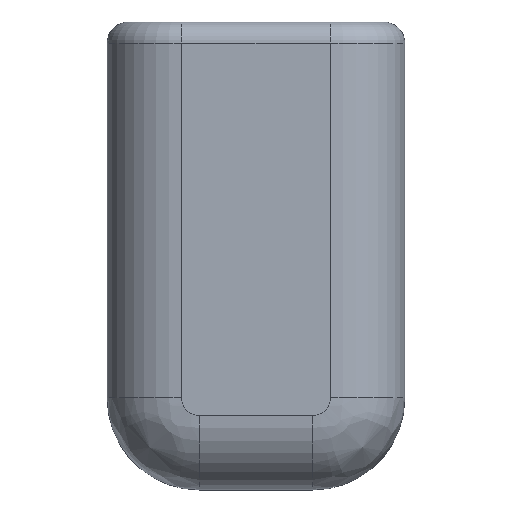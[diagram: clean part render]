
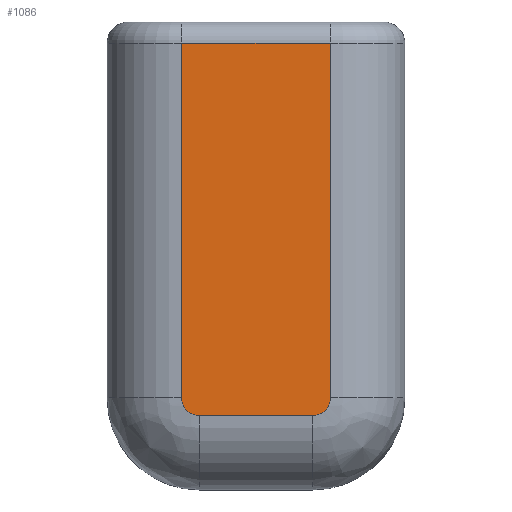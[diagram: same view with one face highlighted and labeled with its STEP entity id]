
A CAD part, top view. The second image highlights one B-rep face of the part: STEP entity #1086.
In plain terms, the highlighted planar face has unit normal (0, 0, 1).
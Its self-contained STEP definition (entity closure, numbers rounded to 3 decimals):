
#44=PLANE('',#1190);
#91=FACE_OUTER_BOUND('',#164,.T.);
#164=EDGE_LOOP('',(#782,#783,#784,#785,#786,#787));
#244=LINE('',#1704,#326);
#252=LINE('',#1728,#334);
#254=LINE('',#1749,#336);
#256=LINE('',#1766,#338);
#326=VECTOR('',#1331,10.);
#334=VECTOR('',#1357,10.);
#336=VECTOR('',#1371,10.);
#338=VECTOR('',#1381,10.);
#419=CIRCLE('',#1183,3.3);
#423=CIRCLE('',#1188,3.3);
#483=VERTEX_POINT('',#1697);
#485=VERTEX_POINT('',#1702);
#492=VERTEX_POINT('',#1727);
#493=VERTEX_POINT('',#1739);
#495=VERTEX_POINT('',#1745);
#497=VERTEX_POINT('',#1759);
#586=EDGE_CURVE('',#485,#483,#244,.T.);
#598=EDGE_CURVE('',#483,#492,#252,.T.);
#602=EDGE_CURVE('',#492,#493,#419,.T.);
#605=EDGE_CURVE('',#493,#495,#254,.T.);
#608=EDGE_CURVE('',#495,#497,#423,.T.);
#610=EDGE_CURVE('',#497,#485,#256,.T.);
#782=ORIENTED_EDGE('',*,*,#586,.F.);
#783=ORIENTED_EDGE('',*,*,#610,.F.);
#784=ORIENTED_EDGE('',*,*,#608,.F.);
#785=ORIENTED_EDGE('',*,*,#605,.F.);
#786=ORIENTED_EDGE('',*,*,#602,.F.);
#787=ORIENTED_EDGE('',*,*,#598,.F.);
#1086=ADVANCED_FACE('',(#91),#44,.T.);
#1183=AXIS2_PLACEMENT_3D('',#1743,#1364,#1365);
#1188=AXIS2_PLACEMENT_3D('',#1763,#1376,#1377);
#1190=AXIS2_PLACEMENT_3D('',#1767,#1382,#1383);
#1331=DIRECTION('',(1.,0.,0.));
#1357=DIRECTION('',(0.,-1.,0.));
#1364=DIRECTION('center_axis',(0.,0.,-1.));
#1365=DIRECTION('ref_axis',(0.707,-0.707,0.));
#1371=DIRECTION('',(-1.,0.,0.));
#1376=DIRECTION('center_axis',(0.,0.,-1.));
#1377=DIRECTION('ref_axis',(-0.707,-0.707,0.));
#1381=DIRECTION('',(0.,1.,0.));
#1382=DIRECTION('center_axis',(0.,0.,1.));
#1383=DIRECTION('ref_axis',(1.,0.,0.));
#1697=CARTESIAN_POINT('',(14.,40.,21.));
#1702=CARTESIAN_POINT('',(-14.,40.,21.));
#1704=CARTESIAN_POINT('',(12.,40.,21.));
#1727=CARTESIAN_POINT('',(14.,-26.7,21.));
#1728=CARTESIAN_POINT('',(14.,-13.35,21.));
#1739=CARTESIAN_POINT('',(10.7,-30.,21.));
#1743=CARTESIAN_POINT('Origin',(10.7,-26.7,21.));
#1745=CARTESIAN_POINT('',(-10.7,-30.,21.));
#1749=CARTESIAN_POINT('',(-5.35,-30.,21.));
#1759=CARTESIAN_POINT('',(-14.,-26.7,21.));
#1763=CARTESIAN_POINT('Origin',(-10.7,-26.7,21.));
#1766=CARTESIAN_POINT('',(-14.,20.,21.));
#1767=CARTESIAN_POINT('Origin',(0.,0.,21.));
